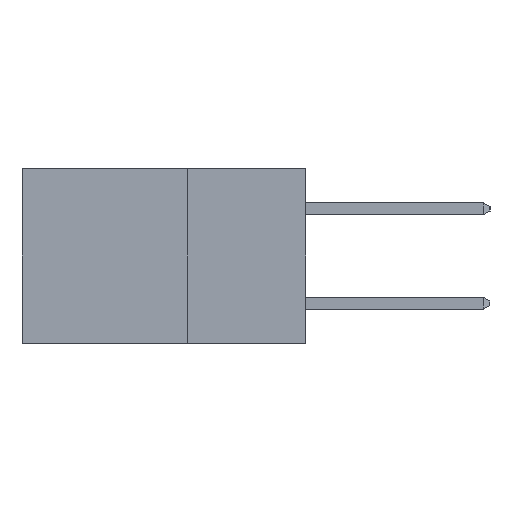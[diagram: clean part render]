
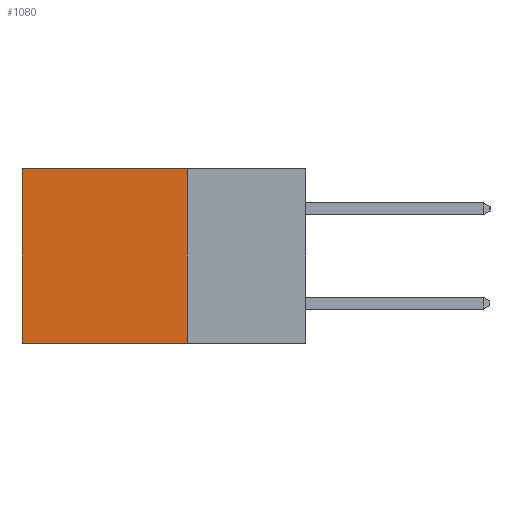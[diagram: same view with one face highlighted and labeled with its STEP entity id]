
A CAD part, left-side view. The second image highlights one B-rep face of the part: STEP entity #1080.
In plain terms, the highlighted planar face has unit normal (-1, 0, 0).
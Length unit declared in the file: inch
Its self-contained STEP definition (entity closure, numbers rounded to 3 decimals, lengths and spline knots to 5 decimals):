
#461 = VERTEX_POINT ( 'NONE', #15049 ) ;
#675 = VECTOR ( 'NONE', #3246, 39.37008 ) ;
#730 = CARTESIAN_POINT ( 'NONE',  ( 0.298, 0.6, -0.37 ) ) ;
#853 = CARTESIAN_POINT ( 'NONE',  ( 0.298, 0.25, 0. ) ) ;
#1080 = ADVANCED_FACE ( 'NONE', ( #10802 ), #9001, .F. ) ;
#1577 = DIRECTION ( 'NONE',  ( 0., 0., -1. ) ) ;
#1751 = VECTOR ( 'NONE', #1577, 39.37008 ) ;
#1869 = LINE ( 'NONE', #9675, #675 ) ;
#2498 = LINE ( 'NONE', #12379, #5498 ) ;
#3246 = DIRECTION ( 'NONE',  ( 0., 1., 0. ) ) ;
#4885 = VERTEX_POINT ( 'NONE', #9141 ) ;
#5322 = EDGE_CURVE ( 'NONE', #9172, #4885, #12041, .T. ) ;
#5359 = VERTEX_POINT ( 'NONE', #730 ) ;
#5498 = VECTOR ( 'NONE', #5896, 39.37008 ) ;
#5896 = DIRECTION ( 'NONE',  ( 0., 0., -1. ) ) ;
#6443 = CARTESIAN_POINT ( 'NONE',  ( 0.298, 0.25, 0. ) ) ;
#8887 = EDGE_CURVE ( 'NONE', #9172, #461, #11503, .T. ) ;
#8963 = ORIENTED_EDGE ( 'NONE', *, *, #11653, .F. ) ;
#9001 = PLANE ( 'NONE',  #10487 ) ;
#9141 = CARTESIAN_POINT ( 'NONE',  ( 0.298, 0.25, -0.37 ) ) ;
#9172 = VERTEX_POINT ( 'NONE', #15759 ) ;
#9223 = ORIENTED_EDGE ( 'NONE', *, *, #5322, .F. ) ;
#9342 = EDGE_CURVE ( 'NONE', #461, #5359, #2498, .T. ) ;
#9653 = DIRECTION ( 'NONE',  ( 0., 0., -1. ) ) ;
#9675 = CARTESIAN_POINT ( 'NONE',  ( 0.298, 0.25, -0.37 ) ) ;
#9737 = DIRECTION ( 'NONE',  ( 1., 0., 0. ) ) ;
#9914 = EDGE_LOOP ( 'NONE', ( #11971, #8963, #9223, #15205 ) ) ;
#10487 = AXIS2_PLACEMENT_3D ( 'NONE', #853, #9737, #9653 ) ;
#10802 = FACE_OUTER_BOUND ( 'NONE', #9914, .T. ) ;
#10850 = CARTESIAN_POINT ( 'NONE',  ( 0.298, 0.25, 0. ) ) ;
#11503 = LINE ( 'NONE', #6443, #14821 ) ;
#11653 = EDGE_CURVE ( 'NONE', #4885, #5359, #1869, .T. ) ;
#11971 = ORIENTED_EDGE ( 'NONE', *, *, #9342, .T. ) ;
#12041 = LINE ( 'NONE', #10850, #1751 ) ;
#12379 = CARTESIAN_POINT ( 'NONE',  ( 0.298, 0.6, 0. ) ) ;
#14821 = VECTOR ( 'NONE', #15348, 39.37008 ) ;
#15049 = CARTESIAN_POINT ( 'NONE',  ( 0.298, 0.6, 0. ) ) ;
#15205 = ORIENTED_EDGE ( 'NONE', *, *, #8887, .T. ) ;
#15348 = DIRECTION ( 'NONE',  ( 0., 1., 0. ) ) ;
#15759 = CARTESIAN_POINT ( 'NONE',  ( 0.298, 0.25, 0. ) ) ;
